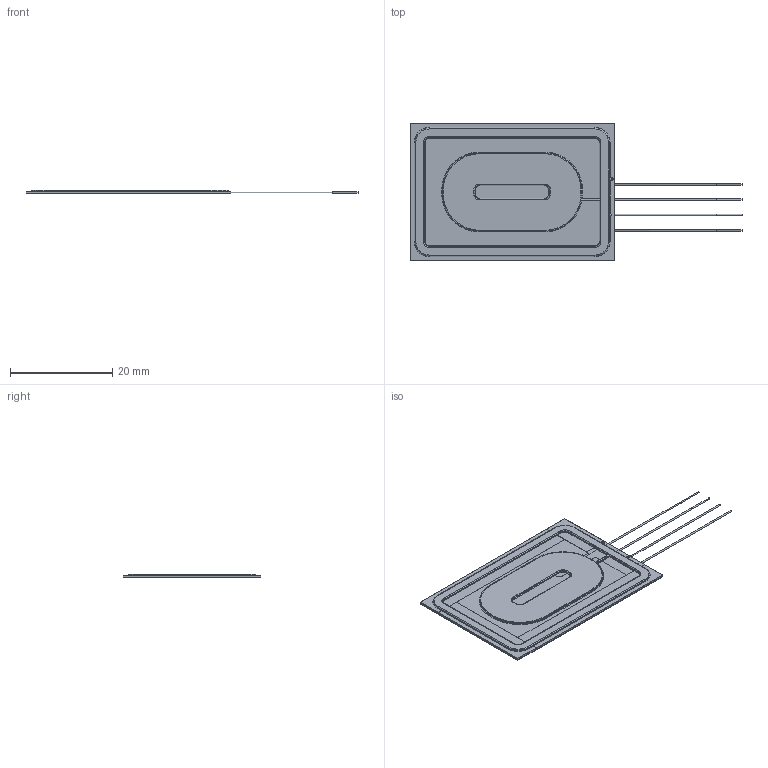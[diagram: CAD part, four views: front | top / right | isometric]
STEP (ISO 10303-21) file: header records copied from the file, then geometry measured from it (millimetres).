
FILE_DESCRIPTION(/* description */ ('Unknown'),/* implementation_level */ '2;1');
FILE_NAME(/* name */ '760308103307',/* time_stamp */ '2016-07-28T11:33:41+02:00',/* author */ ('Unknown'),/* organization */ ('Unknown'),/* preprocessor_version */ 'ST-DEVELOPER v16.7',/* originating_system */ 'DEX',/* authorisation */ $);
FILE_SCHEMA (('AUTOMOTIVE_DESIGN {1 0 10303 214 3 1 1}'));
Length unit declared in the file: millimetre
Products named in the file (18): 760308103307; A - release paper; B - adhesive tape; C - Ferrite Sheet; PET-c; Ferrite-c; D - Ferrite Sheet; PET-d; Ferrite-d; E - Ferrite Sheet; PET-e; Ferrite-e; G - Ferrite Sheet; PET-g; Ferrite-g; H - coil; J - PET; I - coil
Assembly tree (22 placements, depth 3):
  760308103307
    A - release paper
    B - adhesive tape
    C - Ferrite Sheet
      PET-c  x2
      Ferrite-c
    D - Ferrite Sheet  x2
      PET-d
      Ferrite-d
    E - Ferrite Sheet
      PET-e  x2
      Ferrite-e
    G - Ferrite Sheet
      PET-g  x2
      Ferrite-g
    H - coil
    J - PET
    I - coil
Bounding box: 65 x 27 x 0.78 mm (x, y, z)
Volume: 659.4 mm3; surface area: 14018.1 mm2
Topology: 20 solids, 20 shells, 350 faces, 809 edges, 506 vertices
Faces by surface type: plane 143, cylinder 113, torus 90, sphere 2, bspline 2
Full cylindrical faces by diameter (mm): 0.28 x4, 0.3 x6
Entity records: 10195 total; most frequent: CARTESIAN_POINT 2218, DIRECTION 1653, ORIENTED_EDGE 1374, EDGE_CURVE 687, AXIS2_PLACEMENT_3D 667, VERTEX_POINT 436, EDGE_LOOP 335, FACE_BOUND 335
